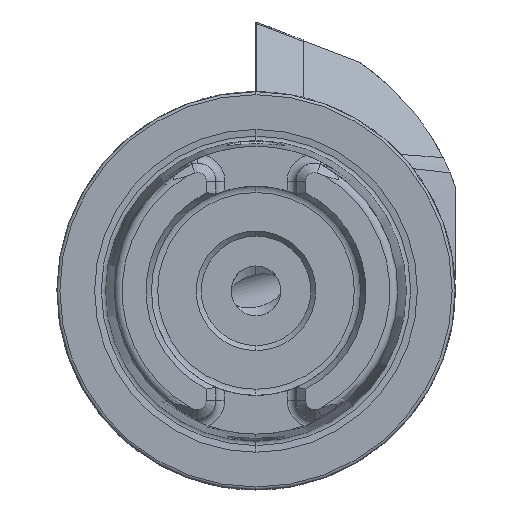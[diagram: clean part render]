
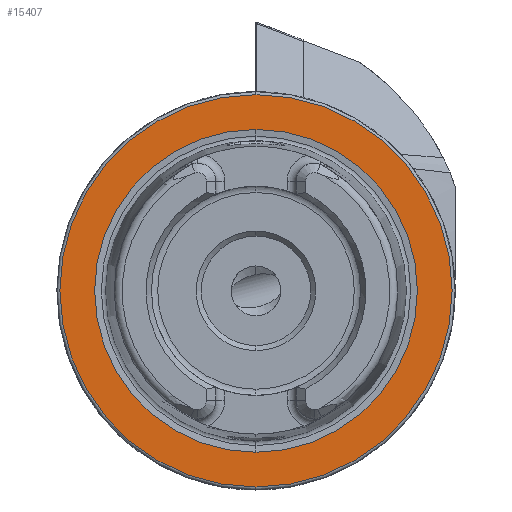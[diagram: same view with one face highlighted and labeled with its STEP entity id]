
A CAD part, left-side view. The second image highlights one B-rep face of the part: STEP entity #15407.
In plain terms, the highlighted planar face has unit normal (-1, 0, 0).
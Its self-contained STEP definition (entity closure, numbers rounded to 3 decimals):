
#849 = FACE_BOUND ( 'NONE', #14930, .T. ) ;
#1962 = EDGE_CURVE ( 'NONE', #4408, #15827, #6308, .T. ) ;
#2169 = CIRCLE ( 'NONE', #6132, 19.7 ) ;
#2196 = CARTESIAN_POINT ( 'NONE',  ( 0., 0., 16.207 ) ) ;
#2519 = AXIS2_PLACEMENT_3D ( 'NONE', #14219, #2900, #12225 ) ;
#2900 = DIRECTION ( 'NONE',  ( -1., 0., 0. ) ) ;
#3479 = DIRECTION ( 'NONE',  ( 0., 0., 1. ) ) ;
#3756 = DIRECTION ( 'NONE',  ( 0., 0., 1. ) ) ;
#3922 = DIRECTION ( 'NONE',  ( 0., 0., 1. ) ) ;
#4198 = CARTESIAN_POINT ( 'NONE',  ( 0., 0., -16.207 ) ) ;
#4200 = AXIS2_PLACEMENT_3D ( 'NONE', #10196, #15232, #3922 ) ;
#4408 = VERTEX_POINT ( 'NONE', #2196 ) ;
#5482 = VERTEX_POINT ( 'NONE', #9716 ) ;
#5887 = FACE_OUTER_BOUND ( 'NONE', #13493, .T. ) ;
#6132 = AXIS2_PLACEMENT_3D ( 'NONE', #15317, #15148, #3756 ) ;
#6308 = CIRCLE ( 'NONE', #4200, 16.207 ) ;
#6311 = AXIS2_PLACEMENT_3D ( 'NONE', #11965, #8089, #7177 ) ;
#7000 = CIRCLE ( 'NONE', #2519, 16.207 ) ;
#7016 = DIRECTION ( 'NONE',  ( -1., 0., 0. ) ) ;
#7130 = EDGE_CURVE ( 'NONE', #15827, #4408, #7000, .T. ) ;
#7177 = DIRECTION ( 'NONE',  ( 0., 0., -1. ) ) ;
#7224 = EDGE_CURVE ( 'NONE', #13977, #5482, #10174, .T. ) ;
#8089 = DIRECTION ( 'NONE',  ( 1., 0., 0. ) ) ;
#8596 = CARTESIAN_POINT ( 'NONE',  ( 0., 0., 0. ) ) ;
#9716 = CARTESIAN_POINT ( 'NONE',  ( 0., 0., 19.7 ) ) ;
#10174 = CIRCLE ( 'NONE', #13369, 19.7 ) ;
#10196 = CARTESIAN_POINT ( 'NONE',  ( 0., 0., 0. ) ) ;
#10293 = CARTESIAN_POINT ( 'NONE',  ( 0., 0., -19.7 ) ) ;
#10924 = PLANE ( 'NONE',  #6311 ) ;
#11965 = CARTESIAN_POINT ( 'NONE',  ( 0., 19.7, 0. ) ) ;
#12225 = DIRECTION ( 'NONE',  ( 0., 0., 1. ) ) ;
#12705 = ORIENTED_EDGE ( 'NONE', *, *, #12846, .T. ) ;
#12823 = ORIENTED_EDGE ( 'NONE', *, *, #7224, .T. ) ;
#12846 = EDGE_CURVE ( 'NONE', #5482, #13977, #2169, .T. ) ;
#13369 = AXIS2_PLACEMENT_3D ( 'NONE', #8596, #7016, #3479 ) ;
#13493 = EDGE_LOOP ( 'NONE', ( #12705, #12823 ) ) ;
#13945 = ORIENTED_EDGE ( 'NONE', *, *, #1962, .F. ) ;
#13977 = VERTEX_POINT ( 'NONE', #10293 ) ;
#14219 = CARTESIAN_POINT ( 'NONE',  ( 0., 0., 0. ) ) ;
#14930 = EDGE_LOOP ( 'NONE', ( #13945, #15408 ) ) ;
#15148 = DIRECTION ( 'NONE',  ( -1., 0., 0. ) ) ;
#15232 = DIRECTION ( 'NONE',  ( -1., 0., 0. ) ) ;
#15317 = CARTESIAN_POINT ( 'NONE',  ( 0., 0., 0. ) ) ;
#15407 = ADVANCED_FACE ( 'NONE', ( #849, #5887 ), #10924, .F. ) ;
#15408 = ORIENTED_EDGE ( 'NONE', *, *, #7130, .F. ) ;
#15827 = VERTEX_POINT ( 'NONE', #4198 ) ;
